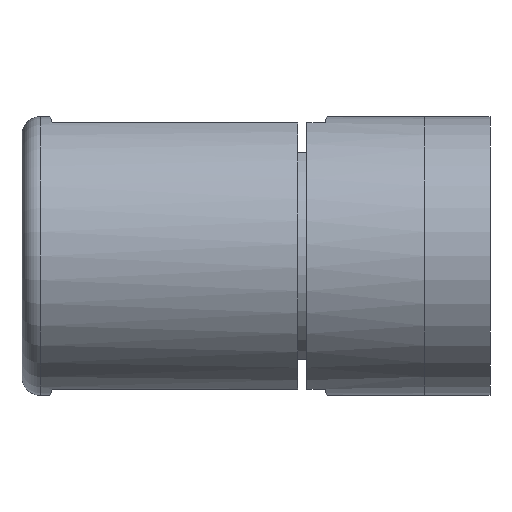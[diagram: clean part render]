
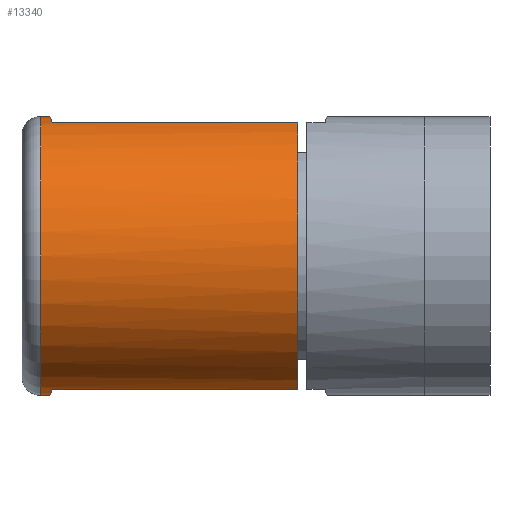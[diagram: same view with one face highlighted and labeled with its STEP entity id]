
A CAD part, left-side view. The second image highlights one B-rep face of the part: STEP entity #13340.
In plain terms, the highlighted cylindrical face has radius 15 mm (diameter 30 mm), a full revolution.
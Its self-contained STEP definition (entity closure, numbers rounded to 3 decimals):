
#39 = EDGE_CURVE ( 'NONE', #13976, #13858, #14176, .T. ) ;
#108 = ORIENTED_EDGE ( 'NONE', *, *, #7711, .T. ) ;
#675 = CARTESIAN_POINT ( 'NONE',  ( 4.5, 31.15, 14.309 ) ) ;
#731 = CARTESIAN_POINT ( 'NONE',  ( 0., 4.5, 15. ) ) ;
#1239 = CARTESIAN_POINT ( 'NONE',  ( 3.041, 4.659, -14.768 ) ) ;
#1349 = DIRECTION ( 'NONE',  ( 0., 0., 1. ) ) ;
#1366 = EDGE_LOOP ( 'NONE', ( #1632, #4371, #5104, #7750, #10124, #6755, #10236, #6257, #13848, #10534 ) ) ;
#1586 = CIRCLE ( 'NONE', #16801, 15. ) ;
#1610 = AXIS2_PLACEMENT_3D ( 'NONE', #13073, #15753, #17242 ) ;
#1619 = CARTESIAN_POINT ( 'NONE',  ( 4.5, 4.736, -14.309 ) ) ;
#1632 = ORIENTED_EDGE ( 'NONE', *, *, #13303, .T. ) ;
#1785 = CARTESIAN_POINT ( 'NONE',  ( -4.5, 31.15, 14.309 ) ) ;
#1965 = LINE ( 'NONE', #7792, #12195 ) ;
#1969 =( BOUNDED_CURVE ( )  B_SPLINE_CURVE ( 3, ( #8062, #6657, #17253, #8000 ),
 .UNSPECIFIED., .F., .F. ) 
 B_SPLINE_CURVE_WITH_KNOTS ( ( 4, 4 ),
 ( 4.408, 4.712 ),
 .UNSPECIFIED. ) 
 CURVE ( )  GEOMETRIC_REPRESENTATION_ITEM ( )  RATIONAL_B_SPLINE_CURVE ( ( 1., 0.992, 0.992, 1. ) ) 
 REPRESENTATION_ITEM ( '' )  );
#2166 =( BOUNDED_CURVE ( )  B_SPLINE_CURVE ( 3, ( #16425, #3178, #11135, #5724 ),
 .UNSPECIFIED., .F., .F. ) 
 B_SPLINE_CURVE_WITH_KNOTS ( ( 4, 4 ),
 ( 4.408, 4.712 ),
 .UNSPECIFIED. ) 
 CURVE ( )  GEOMETRIC_REPRESENTATION_ITEM ( )  RATIONAL_B_SPLINE_CURVE ( ( 1., 0.992, 0.992, 1. ) ) 
 REPRESENTATION_ITEM ( '' )  );
#2254 = CARTESIAN_POINT ( 'NONE',  ( -4.5, 4.736, -14.309 ) ) ;
#3060 = LINE ( 'NONE', #13043, #3491 ) ;
#3178 = CARTESIAN_POINT ( 'NONE',  ( 3.041, 4.659, 14.768 ) ) ;
#3461 = VECTOR ( 'NONE', #4217, 1000. ) ;
#3491 = VECTOR ( 'NONE', #17005, 1000. ) ;
#3599 = CIRCLE ( 'NONE', #9452, 15. ) ;
#3783 = CARTESIAN_POINT ( 'NONE',  ( 0., 3.5, -15. ) ) ;
#4004 = CARTESIAN_POINT ( 'NONE',  ( 0., 31.15, 0. ) ) ;
#4021 =( BOUNDED_CURVE ( )  B_SPLINE_CURVE ( 3, ( #11741, #6585, #1239, #6419 ),
 .UNSPECIFIED., .F., .F. ) 
 B_SPLINE_CURVE_WITH_KNOTS ( ( 4, 4 ),
 ( 1.571, 1.875 ),
 .UNSPECIFIED. ) 
 CURVE ( )  GEOMETRIC_REPRESENTATION_ITEM ( )  RATIONAL_B_SPLINE_CURVE ( ( 1., 0.992, 0.992, 1. ) ) 
 REPRESENTATION_ITEM ( '' )  );
#4217 = DIRECTION ( 'NONE',  ( 0., 1., 0. ) ) ;
#4255 = VECTOR ( 'NONE', #6210, 1000. ) ;
#4313 = EDGE_CURVE ( 'NONE', #5373, #7989, #1969, .T. ) ;
#4371 = ORIENTED_EDGE ( 'NONE', *, *, #9065, .T. ) ;
#5012 =( BOUNDED_CURVE ( )  B_SPLINE_CURVE ( 3, ( #731, #14103, #6139, #5665 ),
 .UNSPECIFIED., .F., .F. ) 
 B_SPLINE_CURVE_WITH_KNOTS ( ( 4, 4 ),
 ( 1.571, 1.875 ),
 .UNSPECIFIED. ) 
 CURVE ( )  GEOMETRIC_REPRESENTATION_ITEM ( )  RATIONAL_B_SPLINE_CURVE ( ( 1., 0.992, 0.992, 1. ) ) 
 REPRESENTATION_ITEM ( '' )  );
#5104 = ORIENTED_EDGE ( 'NONE', *, *, #13936, .F. ) ;
#5373 = VERTEX_POINT ( 'NONE', #2254 ) ;
#5497 = CARTESIAN_POINT ( 'NONE',  ( 4.5, 31.15, -14.309 ) ) ;
#5665 = CARTESIAN_POINT ( 'NONE',  ( -4.5, 4.736, 14.309 ) ) ;
#5709 = CARTESIAN_POINT ( 'NONE',  ( 0., 31.15, 0. ) ) ;
#5724 = CARTESIAN_POINT ( 'NONE',  ( 0., 4.5, 15. ) ) ;
#6139 = CARTESIAN_POINT ( 'NONE',  ( -3.041, 4.659, 14.768 ) ) ;
#6210 = DIRECTION ( 'NONE',  ( 0., -1., 0. ) ) ;
#6257 = ORIENTED_EDGE ( 'NONE', *, *, #39, .F. ) ;
#6419 = CARTESIAN_POINT ( 'NONE',  ( 4.5, 4.736, -14.309 ) ) ;
#6493 = CARTESIAN_POINT ( 'NONE',  ( 4.5, 4.736, 14.309 ) ) ;
#6585 = CARTESIAN_POINT ( 'NONE',  ( 1.529, 4.58, -15. ) ) ;
#6657 = CARTESIAN_POINT ( 'NONE',  ( -3.041, 4.659, -14.768 ) ) ;
#6755 = ORIENTED_EDGE ( 'NONE', *, *, #8485, .T. ) ;
#6984 = LINE ( 'NONE', #16858, #4255 ) ;
#7013 = LINE ( 'NONE', #9458, #3461 ) ;
#7429 = CARTESIAN_POINT ( 'NONE',  ( 0., 4.5, 15. ) ) ;
#7711 = EDGE_CURVE ( 'NONE', #16713, #16713, #1586, .T. ) ;
#7750 = ORIENTED_EDGE ( 'NONE', *, *, #11709, .T. ) ;
#7782 = EDGE_CURVE ( 'NONE', #13976, #5373, #3060, .T. ) ;
#7792 = CARTESIAN_POINT ( 'NONE',  ( 4.5, 31.15, -14.309 ) ) ;
#7989 = VERTEX_POINT ( 'NONE', #10883 ) ;
#8000 = CARTESIAN_POINT ( 'NONE',  ( 0., 4.5, -15. ) ) ;
#8062 = CARTESIAN_POINT ( 'NONE',  ( -4.5, 4.736, -14.309 ) ) ;
#8379 = EDGE_LOOP ( 'NONE', ( #108 ) ) ;
#8415 = AXIS2_PLACEMENT_3D ( 'NONE', #4004, #17291, #1349 ) ;
#8439 = DIRECTION ( 'NONE',  ( 0., 1., 0. ) ) ;
#8485 = EDGE_CURVE ( 'NONE', #14082, #12273, #5012, .T. ) ;
#9065 = EDGE_CURVE ( 'NONE', #16077, #13376, #1965, .T. ) ;
#9324 = EDGE_CURVE ( 'NONE', #12273, #13858, #7013, .T. ) ;
#9452 = AXIS2_PLACEMENT_3D ( 'NONE', #5709, #8439, #11117 ) ;
#9458 = CARTESIAN_POINT ( 'NONE',  ( -4.5, 31.15, 14.309 ) ) ;
#10029 = CARTESIAN_POINT ( 'NONE',  ( -4.5, 31.15, -14.309 ) ) ;
#10124 = ORIENTED_EDGE ( 'NONE', *, *, #13461, .T. ) ;
#10157 = DIRECTION ( 'NONE',  ( 0., 1., 0. ) ) ;
#10181 = VERTEX_POINT ( 'NONE', #6493 ) ;
#10236 = ORIENTED_EDGE ( 'NONE', *, *, #9324, .T. ) ;
#10534 = ORIENTED_EDGE ( 'NONE', *, *, #4313, .T. ) ;
#10883 = CARTESIAN_POINT ( 'NONE',  ( 0., 4.5, -15. ) ) ;
#11117 = DIRECTION ( 'NONE',  ( 0., 0., 1. ) ) ;
#11135 = CARTESIAN_POINT ( 'NONE',  ( 1.529, 4.58, 15. ) ) ;
#11709 = EDGE_CURVE ( 'NONE', #15385, #10181, #6984, .T. ) ;
#11741 = CARTESIAN_POINT ( 'NONE',  ( 0., 4.5, -15. ) ) ;
#12195 = VECTOR ( 'NONE', #17104, 1000. ) ;
#12273 = VERTEX_POINT ( 'NONE', #15795 ) ;
#13043 = CARTESIAN_POINT ( 'NONE',  ( -4.5, 31.15, -14.309 ) ) ;
#13073 = CARTESIAN_POINT ( 'NONE',  ( 0., 31.15, 0. ) ) ;
#13303 = EDGE_CURVE ( 'NONE', #7989, #16077, #4021, .T. ) ;
#13340 = ADVANCED_FACE ( 'NONE', ( #16345, #15945 ), #16766, .T. ) ;
#13376 = VERTEX_POINT ( 'NONE', #5497 ) ;
#13461 = EDGE_CURVE ( 'NONE', #10181, #14082, #2166, .T. ) ;
#13848 = ORIENTED_EDGE ( 'NONE', *, *, #7782, .T. ) ;
#13858 = VERTEX_POINT ( 'NONE', #1785 ) ;
#13936 = EDGE_CURVE ( 'NONE', #15385, #13376, #3599, .T. ) ;
#13976 = VERTEX_POINT ( 'NONE', #10029 ) ;
#14082 = VERTEX_POINT ( 'NONE', #7429 ) ;
#14103 = CARTESIAN_POINT ( 'NONE',  ( -1.529, 4.58, 15. ) ) ;
#14176 = CIRCLE ( 'NONE', #8415, 15. ) ;
#14196 = DIRECTION ( 'NONE',  ( 0., 0., -1. ) ) ;
#15385 = VERTEX_POINT ( 'NONE', #675 ) ;
#15391 = CARTESIAN_POINT ( 'NONE',  ( 0., 3.5, 0. ) ) ;
#15753 = DIRECTION ( 'NONE',  ( 0., -1., 0. ) ) ;
#15795 = CARTESIAN_POINT ( 'NONE',  ( -4.5, 4.736, 14.309 ) ) ;
#15945 = FACE_OUTER_BOUND ( 'NONE', #1366, .T. ) ;
#16077 = VERTEX_POINT ( 'NONE', #1619 ) ;
#16345 = FACE_OUTER_BOUND ( 'NONE', #8379, .T. ) ;
#16425 = CARTESIAN_POINT ( 'NONE',  ( 4.5, 4.736, 14.309 ) ) ;
#16713 = VERTEX_POINT ( 'NONE', #3783 ) ;
#16766 = CYLINDRICAL_SURFACE ( 'NONE', #1610, 15. ) ;
#16801 = AXIS2_PLACEMENT_3D ( 'NONE', #15391, #10157, #14196 ) ;
#16858 = CARTESIAN_POINT ( 'NONE',  ( 4.5, 31.15, 14.309 ) ) ;
#17005 = DIRECTION ( 'NONE',  ( 0., -1., 0. ) ) ;
#17104 = DIRECTION ( 'NONE',  ( 0., 1., 0. ) ) ;
#17242 = DIRECTION ( 'NONE',  ( 0., 0., -1. ) ) ;
#17253 = CARTESIAN_POINT ( 'NONE',  ( -1.529, 4.58, -15. ) ) ;
#17291 = DIRECTION ( 'NONE',  ( 0., 1., 0. ) ) ;
